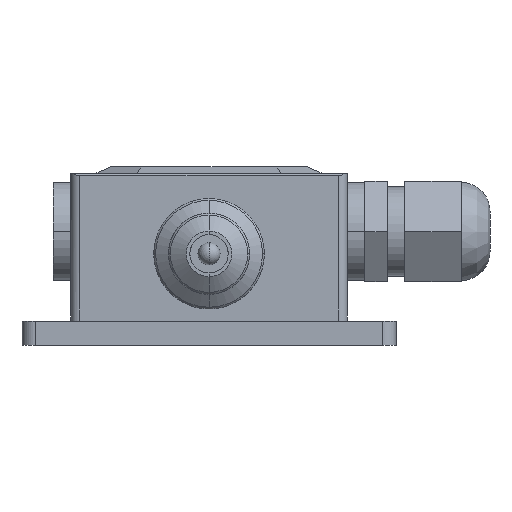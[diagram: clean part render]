
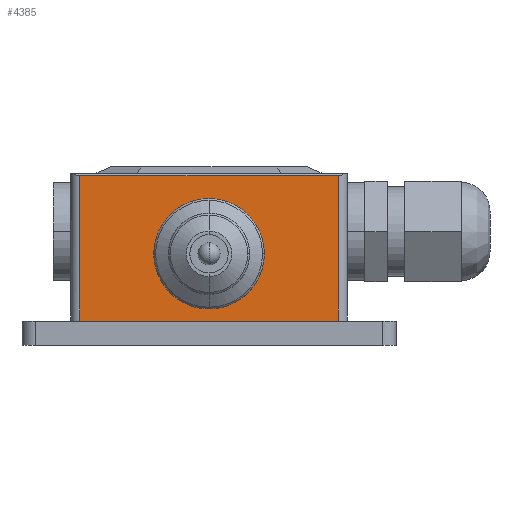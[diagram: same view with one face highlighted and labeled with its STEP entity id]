
A CAD part, front view. The second image highlights one B-rep face of the part: STEP entity #4385.
In plain terms, the highlighted planar face has unit normal (0, -1, 0).
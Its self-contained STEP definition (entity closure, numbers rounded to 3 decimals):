
#4311=CARTESIAN_POINT('',(71.,0.0,38.));
#4312=VERTEX_POINT('',#4311);
#4320=CARTESIAN_POINT('',(71.,0.,5.4));
#4321=VERTEX_POINT('',#4320);
#4322=CARTESIAN_POINT('',(71.,0.,38.));
#4323=DIRECTION('',(0.0,0.0,-1.0));
#4324=VECTOR('',#4323,32.6);
#4325=LINE('',#4322,#4324);
#4326=EDGE_CURVE('',#4312,#4321,#4325,.T.);
#4355=CARTESIAN_POINT('',(73.,0.0,38.));
#4356=DIRECTION('',(0.0,-1.0,0.0));
#4357=DIRECTION('',(1.0,0.0,0.0));
#4358=AXIS2_PLACEMENT_3D('',#4355,#4356,#4357);
#4359=PLANE('',#4358);
#4360=ORIENTED_EDGE('',*,*,#4326,.F.);
#4361=CARTESIAN_POINT('',(13.,0.,38.));
#4362=VERTEX_POINT('',#4361);
#4363=CARTESIAN_POINT('',(71.,0.,38.));
#4364=DIRECTION('',(-1.0,0.0,0.0));
#4365=VECTOR('',#4364,58.);
#4366=LINE('',#4363,#4365);
#4367=EDGE_CURVE('',#4312,#4362,#4366,.T.);
#4368=ORIENTED_EDGE('',*,*,#4367,.T.);
#4369=CARTESIAN_POINT('',(13.,0.0,5.4));
#4370=VERTEX_POINT('',#4369);
#4371=CARTESIAN_POINT('',(13.,0.,5.4));
#4372=DIRECTION('',(0.0,0.0,1.0));
#4373=VECTOR('',#4372,32.6);
#4374=LINE('',#4371,#4373);
#4375=EDGE_CURVE('',#4370,#4362,#4374,.T.);
#4376=ORIENTED_EDGE('',*,*,#4375,.F.);
#4377=CARTESIAN_POINT('',(71.,0.,5.4));
#4378=DIRECTION('',(-1.0,0.0,0.0));
#4379=VECTOR('',#4378,58.);
#4380=LINE('',#4377,#4379);
#4381=EDGE_CURVE('',#4321,#4370,#4380,.T.);
#4382=ORIENTED_EDGE('',*,*,#4381,.F.);
#4383=EDGE_LOOP('',(#4360,#4368,#4376,#4382));
#4384=FACE_OUTER_BOUND('',#4383,.T.);
#4385=ADVANCED_FACE('',(#4384),#4359,.T.);
